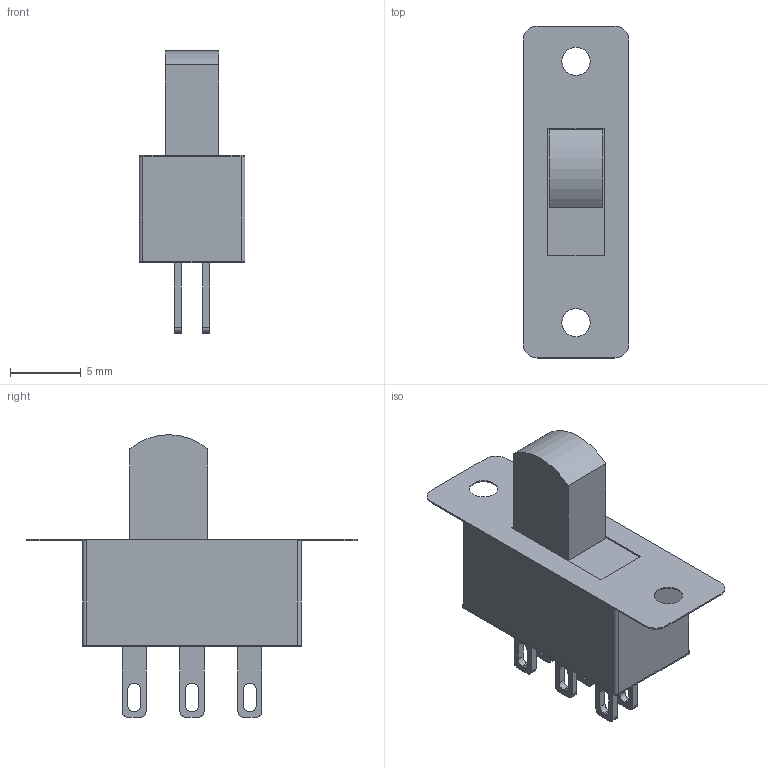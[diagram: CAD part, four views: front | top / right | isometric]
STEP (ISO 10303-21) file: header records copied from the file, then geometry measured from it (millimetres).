
FILE_DESCRIPTION(/* description */ ('STEP AP242','CAx-IF Rec.Pracs.---Representation and Presentation of Product Manufacturing Information (PMI)---4.0---2014-10-13','CAx-IF Rec.Pracs.---3D Tessellated Geometry---0.4---2014-09-14','2;1'),/* implementation_level */ '2;1');
FILE_NAME(/* name */ '630cdcc487a16343dfeed72a',/* time_stamp */ '2022-08-29T15:35:32+00:00',/* author */ (''),/* organization */ (''),/* preprocessor_version */ 'ST-DEVELOPER v18.102',/* originating_system */ ' ',/* authorisation */ ' ');
FILE_SCHEMA (('AP242_MANAGED_MODEL_BASED_3D_ENGINEERING_MIM_LF { 1 0 10303 442 1 1 4 }'));
Length unit declared in the file: metre
Products named in the file (9): NO2; NO1; C2; C1; NC2; NC1; PCB; Housing; Switch
Bounding box: 7.5 x 23.5 x 20 mm (x, y, z)
Volume: 1055.2 mm3; surface area: 1230 mm2
Topology: 9 solids, 9 shells, 137 faces, 354 edges, 236 vertices
Faces by surface type: plane 86, cylinder 51
Full cylindrical faces by diameter (mm): 2 x2
Entity records: 4437 total; most frequent: DIRECTION 746, CARTESIAN_POINT 734, ORIENTED_EDGE 704, EDGE_CURVE 352, LINE 250, VECTOR 250, AXIS2_PLACEMENT_3D 248, VERTEX_POINT 236
